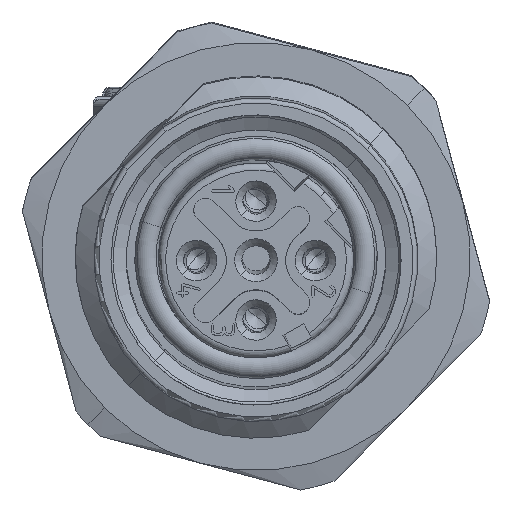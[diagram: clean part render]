
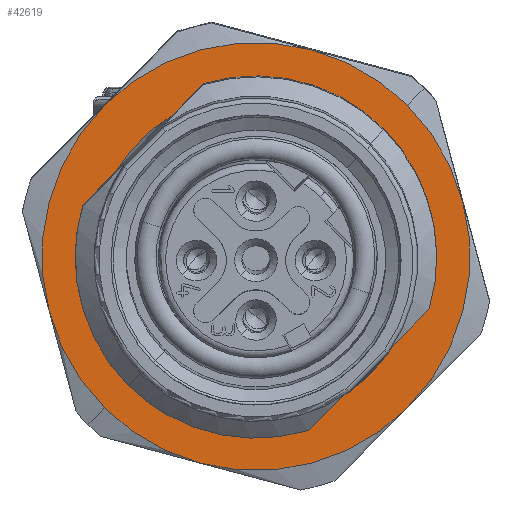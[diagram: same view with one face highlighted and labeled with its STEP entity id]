
A CAD part, top view. The second image highlights one B-rep face of the part: STEP entity #42619.
In plain terms, the highlighted planar face has unit normal (0, -0.018, 1).
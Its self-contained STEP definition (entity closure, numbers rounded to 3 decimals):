
#42081=AXIS2_PLACEMENT_3D('Circle Axis2P3D',#42079,#42080,$) ;
#42098=AXIS2_PLACEMENT_3D('Circle Axis2P3D',#42096,#42097,$) ;
#42448=AXIS2_PLACEMENT_3D('Circle Axis2P3D',#42446,#42447,$) ;
#42479=AXIS2_PLACEMENT_3D('Circle Axis2P3D',#42477,#42478,$) ;
#42503=AXIS2_PLACEMENT_3D('Circle Axis2P3D',#42501,#42502,$) ;
#42516=AXIS2_PLACEMENT_3D('Plane Axis2P3D',#42513,#42514,#42515) ;
#42520=AXIS2_PLACEMENT_3D('Circle Axis2P3D',#42518,#42519,$) ;
#42525=AXIS2_PLACEMENT_3D('Circle Axis2P3D',#42523,#42524,$) ;
#42530=AXIS2_PLACEMENT_3D('Circle Axis2P3D',#42528,#42529,$) ;
#42537=AXIS2_PLACEMENT_3D('Circle Axis2P3D',#42535,#42536,$) ;
#42542=AXIS2_PLACEMENT_3D('Circle Axis2P3D',#42540,#42541,$) ;
#42564=AXIS2_PLACEMENT_3D('Circle Axis2P3D',#42562,#42563,$) ;
#42571=AXIS2_PLACEMENT_3D('Circle Axis2P3D',#42569,#42570,$) ;
#42590=AXIS2_PLACEMENT_3D('Circle Axis2P3D',#42588,#42589,$) ;
#42597=AXIS2_PLACEMENT_3D('Circle Axis2P3D',#42595,#42596,$) ;
#42043=CARTESIAN_POINT('Vertex',(7.492,1.123,175.464)) ;
#42076=CARTESIAN_POINT('Vertex',(3.458,3.452,175.504)) ;
#42079=CARTESIAN_POINT('Axis2P3D Location',(9.821,9.815,175.615)) ;
#42096=CARTESIAN_POINT('Axis2P3D Location',(9.821,9.815,175.615)) ;
#42100=CARTESIAN_POINT('Vertex',(1.128,7.486,175.575)) ;
#42181=CARTESIAN_POINT('Vertex',(3.458,16.178,175.727)) ;
#42243=CARTESIAN_POINT('Vertex',(12.151,18.507,175.767)) ;
#42329=CARTESIAN_POINT('Vertex',(18.515,12.144,175.656)) ;
#42391=CARTESIAN_POINT('Vertex',(16.185,3.452,175.504)) ;
#42443=CARTESIAN_POINT('Vertex',(6.25,15.718,175.718)) ;
#42446=CARTESIAN_POINT('Axis2P3D Location',(9.821,9.815,175.615)) ;
#42450=CARTESIAN_POINT('Vertex',(3.918,13.386,175.678)) ;
#42474=CARTESIAN_POINT('Vertex',(13.393,3.912,175.512)) ;
#42477=CARTESIAN_POINT('Axis2P3D Location',(9.821,9.815,175.615)) ;
#42481=CARTESIAN_POINT('Vertex',(15.725,6.244,175.553)) ;
#42501=CARTESIAN_POINT('Axis2P3D Location',(9.821,9.815,175.615)) ;
#42513=CARTESIAN_POINT('Axis2P3D Location',(9.821,9.815,175.615)) ;
#42518=CARTESIAN_POINT('Axis2P3D Location',(9.821,9.815,175.615)) ;
#42523=CARTESIAN_POINT('Axis2P3D Location',(9.821,9.815,175.615)) ;
#42528=CARTESIAN_POINT('Axis2P3D Location',(9.821,9.815,175.615)) ;
#42532=CARTESIAN_POINT('Vertex',(16.185,16.178,175.727)) ;
#42535=CARTESIAN_POINT('Axis2P3D Location',(9.821,9.815,175.615)) ;
#42540=CARTESIAN_POINT('Axis2P3D Location',(9.821,9.815,175.615)) ;
#42555=CARTESIAN_POINT('Line Origine',(12.708,3.227,175.5)) ;
#42559=CARTESIAN_POINT('Vertex',(12.022,2.542,175.488)) ;
#42562=CARTESIAN_POINT('Axis2P3D Location',(9.821,9.815,175.615)) ;
#42566=CARTESIAN_POINT('Vertex',(4.447,4.442,175.522)) ;
#42569=CARTESIAN_POINT('Axis2P3D Location',(9.821,9.815,175.615)) ;
#42573=CARTESIAN_POINT('Vertex',(2.547,12.016,175.654)) ;
#42576=CARTESIAN_POINT('Line Origine',(3.232,12.701,175.666)) ;
#42581=CARTESIAN_POINT('Line Origine',(6.935,16.403,175.73)) ;
#42585=CARTESIAN_POINT('Vertex',(7.621,17.088,175.742)) ;
#42588=CARTESIAN_POINT('Axis2P3D Location',(9.821,9.815,175.615)) ;
#42592=CARTESIAN_POINT('Vertex',(15.196,15.188,175.709)) ;
#42595=CARTESIAN_POINT('Axis2P3D Location',(9.821,9.815,175.615)) ;
#42599=CARTESIAN_POINT('Vertex',(17.096,7.615,175.577)) ;
#42602=CARTESIAN_POINT('Line Origine',(16.411,6.929,175.565)) ;
#42080=DIRECTION('Axis2P3D Direction',(0.,0.017,-1.)) ;
#42097=DIRECTION('Axis2P3D Direction',(0.,0.017,-1.)) ;
#42447=DIRECTION('Axis2P3D Direction',(0.,0.017,-1.)) ;
#42478=DIRECTION('Axis2P3D Direction',(0.,0.017,-1.)) ;
#42502=DIRECTION('Axis2P3D Direction',(0.,0.017,-1.)) ;
#42514=DIRECTION('Axis2P3D Direction',(0.,-0.017,1.)) ;
#42515=DIRECTION('Axis2P3D XDirection',(-0.707,-0.707,-0.012)) ;
#42519=DIRECTION('Axis2P3D Direction',(0.,-0.017,1.)) ;
#42524=DIRECTION('Axis2P3D Direction',(0.,-0.017,1.)) ;
#42529=DIRECTION('Axis2P3D Direction',(0.,-0.017,1.)) ;
#42536=DIRECTION('Axis2P3D Direction',(0.,-0.017,1.)) ;
#42541=DIRECTION('Axis2P3D Direction',(0.,-0.017,1.)) ;
#42556=DIRECTION('Vector Direction',(-0.707,-0.707,-0.012)) ;
#42563=DIRECTION('Axis2P3D Direction',(0.,-0.017,1.)) ;
#42570=DIRECTION('Axis2P3D Direction',(0.,-0.017,1.)) ;
#42577=DIRECTION('Vector Direction',(-0.707,-0.707,-0.012)) ;
#42582=DIRECTION('Vector Direction',(-0.707,-0.707,-0.012)) ;
#42589=DIRECTION('Axis2P3D Direction',(0.,-0.017,1.)) ;
#42596=DIRECTION('Axis2P3D Direction',(0.,-0.017,1.)) ;
#42603=DIRECTION('Vector Direction',(-0.707,-0.707,-0.012)) ;
#42557=VECTOR('Line Direction',#42556,1.) ;
#42578=VECTOR('Line Direction',#42577,1.) ;
#42583=VECTOR('Line Direction',#42582,1.) ;
#42604=VECTOR('Line Direction',#42603,1.) ;
#42546=ORIENTED_EDGE('',*,*,#42522,.T.) ;
#42547=ORIENTED_EDGE('',*,*,#42102,.T.) ;
#42548=ORIENTED_EDGE('',*,*,#42083,.T.) ;
#42549=ORIENTED_EDGE('',*,*,#42505,.T.) ;
#42550=ORIENTED_EDGE('',*,*,#42527,.T.) ;
#42551=ORIENTED_EDGE('',*,*,#42534,.T.) ;
#42552=ORIENTED_EDGE('',*,*,#42539,.T.) ;
#42553=ORIENTED_EDGE('',*,*,#42544,.T.) ;
#42608=ORIENTED_EDGE('',*,*,#42483,.T.) ;
#42609=ORIENTED_EDGE('',*,*,#42561,.T.) ;
#42610=ORIENTED_EDGE('',*,*,#42568,.F.) ;
#42611=ORIENTED_EDGE('',*,*,#42575,.F.) ;
#42612=ORIENTED_EDGE('',*,*,#42580,.F.) ;
#42613=ORIENTED_EDGE('',*,*,#42452,.T.) ;
#42614=ORIENTED_EDGE('',*,*,#42587,.F.) ;
#42615=ORIENTED_EDGE('',*,*,#42594,.F.) ;
#42616=ORIENTED_EDGE('',*,*,#42601,.F.) ;
#42617=ORIENTED_EDGE('',*,*,#42606,.T.) ;
#42618=FACE_BOUND('',#42607,.T.) ;
#42619=ADVANCED_FACE('Hauptk\X2\00F6\X0\rper',(#42554,#42618),#42517,.T.) ;
#42082=CIRCLE('generated circle',#42081,9.) ;
#42099=CIRCLE('generated circle',#42098,9.) ;
#42449=CIRCLE('generated circle',#42448,6.9) ;
#42480=CIRCLE('generated circle',#42479,6.9) ;
#42504=CIRCLE('generated circle',#42503,9.) ;
#42521=CIRCLE('generated circle',#42520,9.) ;
#42526=CIRCLE('generated circle',#42525,9.) ;
#42531=CIRCLE('generated circle',#42530,9.) ;
#42538=CIRCLE('generated circle',#42537,9.) ;
#42543=CIRCLE('generated circle',#42542,9.) ;
#42565=CIRCLE('generated circle',#42564,7.6) ;
#42572=CIRCLE('generated circle',#42571,7.6) ;
#42591=CIRCLE('generated circle',#42590,7.6) ;
#42598=CIRCLE('generated circle',#42597,7.6) ;
#42083=EDGE_CURVE('',#42077,#42044,#42082,.F.) ;
#42102=EDGE_CURVE('',#42101,#42077,#42099,.F.) ;
#42452=EDGE_CURVE('',#42451,#42444,#42449,.T.) ;
#42483=EDGE_CURVE('',#42482,#42475,#42480,.T.) ;
#42505=EDGE_CURVE('',#42044,#42392,#42504,.F.) ;
#42522=EDGE_CURVE('',#42182,#42101,#42521,.T.) ;
#42527=EDGE_CURVE('',#42392,#42330,#42526,.T.) ;
#42534=EDGE_CURVE('',#42330,#42533,#42531,.T.) ;
#42539=EDGE_CURVE('',#42533,#42244,#42538,.T.) ;
#42544=EDGE_CURVE('',#42244,#42182,#42543,.T.) ;
#42561=EDGE_CURVE('',#42475,#42560,#42558,.T.) ;
#42568=EDGE_CURVE('',#42567,#42560,#42565,.T.) ;
#42575=EDGE_CURVE('',#42574,#42567,#42572,.T.) ;
#42580=EDGE_CURVE('',#42451,#42574,#42579,.T.) ;
#42587=EDGE_CURVE('',#42586,#42444,#42584,.T.) ;
#42594=EDGE_CURVE('',#42593,#42586,#42591,.T.) ;
#42601=EDGE_CURVE('',#42600,#42593,#42598,.T.) ;
#42606=EDGE_CURVE('',#42600,#42482,#42605,.T.) ;
#42545=EDGE_LOOP('',(#42546,#42547,#42548,#42549,#42550,#42551,#42552,#42553)) ;
#42607=EDGE_LOOP('',(#42608,#42609,#42610,#42611,#42612,#42613,#42614,#42615,#42616,#42617)) ;
#42554=FACE_OUTER_BOUND('',#42545,.T.) ;
#42558=LINE('Line',#42555,#42557) ;
#42579=LINE('Line',#42576,#42578) ;
#42584=LINE('Line',#42581,#42583) ;
#42605=LINE('Line',#42602,#42604) ;
#42517=PLANE('',#42516) ;
#42044=VERTEX_POINT('',#42043) ;
#42077=VERTEX_POINT('',#42076) ;
#42101=VERTEX_POINT('',#42100) ;
#42182=VERTEX_POINT('',#42181) ;
#42244=VERTEX_POINT('',#42243) ;
#42330=VERTEX_POINT('',#42329) ;
#42392=VERTEX_POINT('',#42391) ;
#42444=VERTEX_POINT('',#42443) ;
#42451=VERTEX_POINT('',#42450) ;
#42475=VERTEX_POINT('',#42474) ;
#42482=VERTEX_POINT('',#42481) ;
#42533=VERTEX_POINT('',#42532) ;
#42560=VERTEX_POINT('',#42559) ;
#42567=VERTEX_POINT('',#42566) ;
#42574=VERTEX_POINT('',#42573) ;
#42586=VERTEX_POINT('',#42585) ;
#42593=VERTEX_POINT('',#42592) ;
#42600=VERTEX_POINT('',#42599) ;
